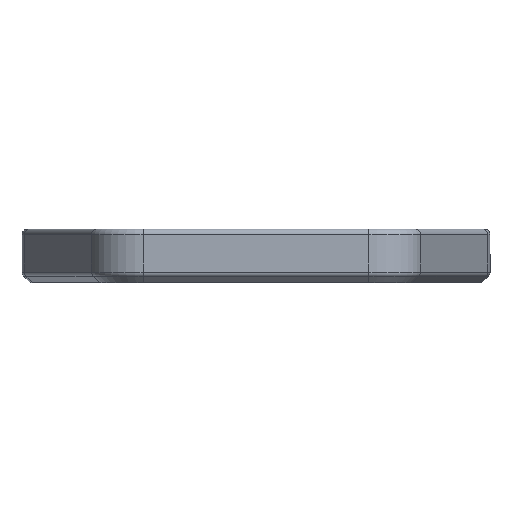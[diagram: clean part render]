
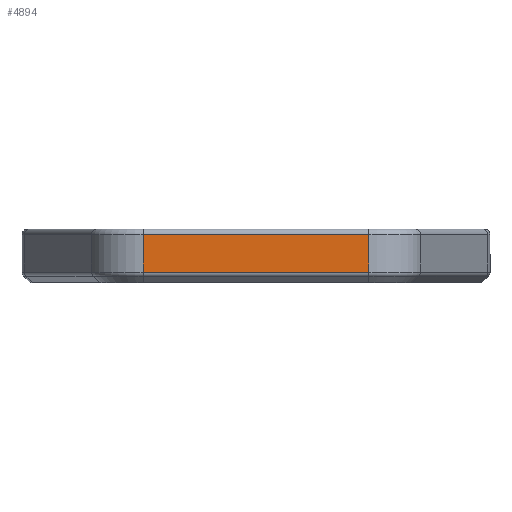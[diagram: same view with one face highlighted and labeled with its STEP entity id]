
A CAD part, left-side view. The second image highlights one B-rep face of the part: STEP entity #4894.
In plain terms, the highlighted planar face has unit normal (-1, 0, 0).
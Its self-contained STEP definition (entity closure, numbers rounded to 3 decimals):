
#410=PLANE('',#5379);
#614=FACE_OUTER_BOUND('',#923,.T.);
#923=EDGE_LOOP('',(#3774,#3775,#3776,#3777));
#1301=LINE('',#8014,#1726);
#1321=LINE('',#8076,#1746);
#1322=LINE('',#8080,#1747);
#1323=LINE('',#8081,#1748);
#1726=VECTOR('',#6341,10.);
#1746=VECTOR('',#6403,1000.);
#1747=VECTOR('',#6408,1000.);
#1748=VECTOR('',#6409,1000.);
#2286=VERTEX_POINT('',#8007);
#2288=VERTEX_POINT('',#8013);
#2309=VERTEX_POINT('',#8075);
#2310=VERTEX_POINT('',#8079);
#2836=EDGE_CURVE('',#2286,#2288,#1301,.T.);
#2868=EDGE_CURVE('',#2288,#2309,#1321,.T.);
#2870=EDGE_CURVE('',#2286,#2310,#1322,.T.);
#2871=EDGE_CURVE('',#2310,#2309,#1323,.T.);
#3774=ORIENTED_EDGE('',*,*,#2836,.F.);
#3775=ORIENTED_EDGE('',*,*,#2870,.T.);
#3776=ORIENTED_EDGE('',*,*,#2871,.T.);
#3777=ORIENTED_EDGE('',*,*,#2868,.F.);
#4894=ADVANCED_FACE('',(#614),#410,.F.);
#5379=AXIS2_PLACEMENT_3D('',#8078,#6406,#6407);
#6341=DIRECTION('',(0.,1.,0.));
#6403=DIRECTION('',(0.,0.,1.));
#6406=DIRECTION('center_axis',(1.,0.,0.));
#6407=DIRECTION('ref_axis',(0.,-1.,0.));
#6408=DIRECTION('',(0.,0.,1.));
#6409=DIRECTION('',(0.,1.,0.));
#8007=CARTESIAN_POINT('',(-178.75,25.249,2.278));
#8013=CARTESIAN_POINT('',(-178.75,104.851,2.278));
#8014=CARTESIAN_POINT('',(-178.75,104.851,2.278));
#8075=CARTESIAN_POINT('',(-178.75,104.851,15.45));
#8076=CARTESIAN_POINT('',(-178.75,104.851,-2.59));
#8078=CARTESIAN_POINT('Origin',(-178.75,104.851,-2.59));
#8079=CARTESIAN_POINT('',(-178.75,25.249,15.45));
#8080=CARTESIAN_POINT('',(-178.75,25.249,-2.59));
#8081=CARTESIAN_POINT('',(-178.75,104.851,15.45));
